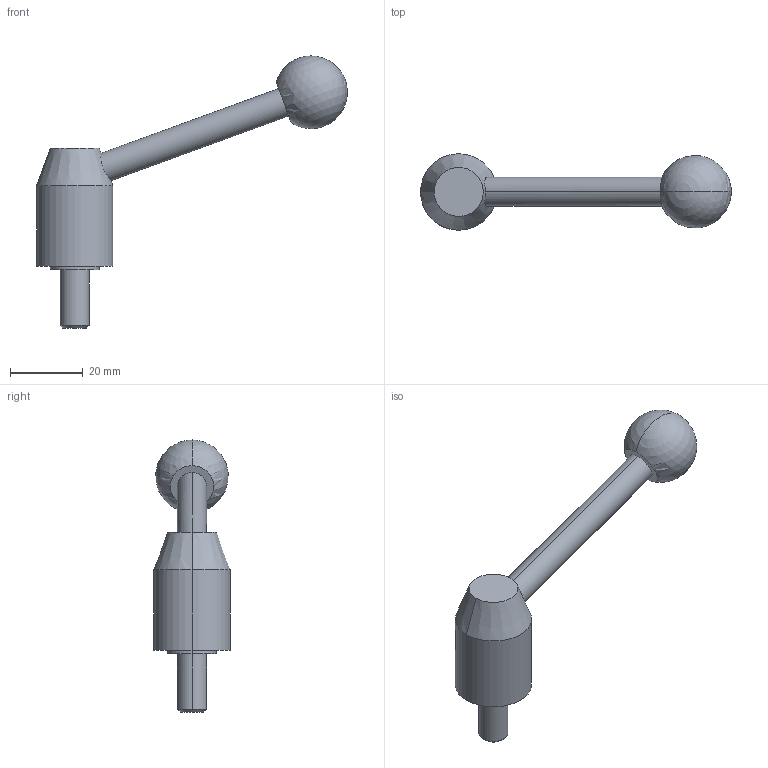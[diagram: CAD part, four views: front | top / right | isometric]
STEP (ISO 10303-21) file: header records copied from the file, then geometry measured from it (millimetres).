
FILE_DESCRIPTION(('STEP AP214'),'1');
FILE_NAME('HALDERN_EH_24440_0122.stp','2017-08-10T07:39:15',('TraceParts'),('TraceParts S.A.'),'Spatial InterOp 3D',' ',' ');
FILE_SCHEMA(('automotive_design'));
Length unit declared in the file: millimetre
Products named in the file (1): HALDERN_EH_24440_0122
Bounding box: 85.5 x 21 x 74.85 mm (x, y, z)
Volume: 17764.1 mm3; surface area: 5439.9 mm2
Topology: 1 solids, 1 shells, 19 faces, 43 edges, 25 vertices
Faces by surface type: cylinder 8, plane 5, cone 4, sphere 2
Entity records: 749 total; most frequent: CARTESIAN_POINT 151, DIRECTION 99, ORIENTED_EDGE 78, AXIS2_PLACEMENT_3D 43, EDGE_CURVE 39, VERTEX_POINT 25, CIRCLE 23, EDGE_LOOP 22
